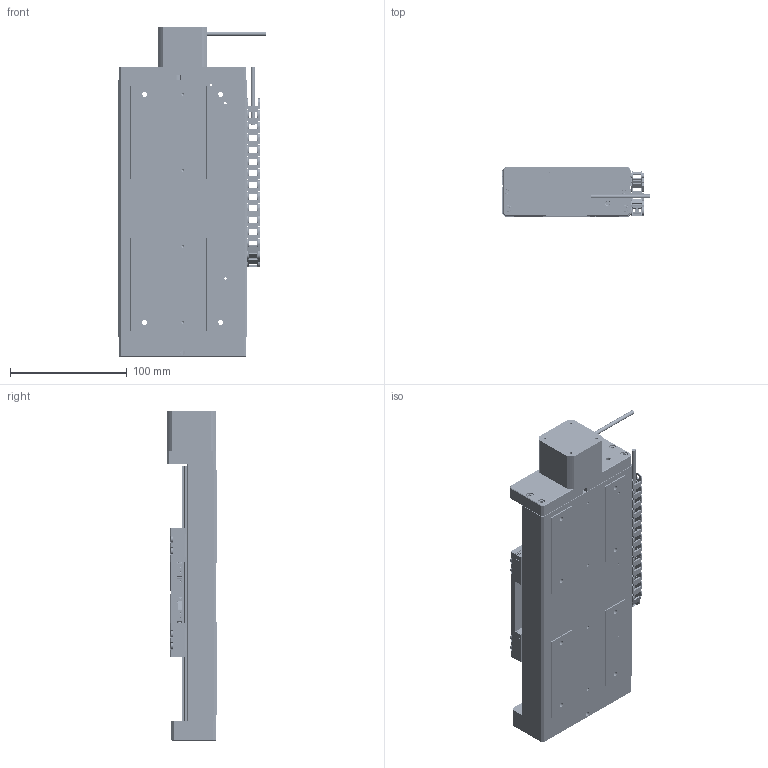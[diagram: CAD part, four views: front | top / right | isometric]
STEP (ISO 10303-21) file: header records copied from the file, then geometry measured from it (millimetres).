
FILE_DESCRIPTION (( 'STEP AP214' ), '1' );
FILE_NAME ('PPS-110-21X16.STEP', '2023-03-03T01:17:55', ( '' ), ( '' ), 'SwSTEP 2.0', 'SolidWorks 2020', '' );
FILE_SCHEMA (( 'AUTOMOTIVE_DESIGN' ));
Length unit declared in the file: millimetre
Products named in the file (36): 37; 430714 PPS-110, Carriage Cable Cover; 38; 1; PPS-110 Base Demo Assembly_2022_100mm Travel Stepper Motor, LIN, HV; Screw, SHCS-L, M-DIN_M3 x 0.5 x 06mm; 2; IGUS E3-3 7w 15br_100mm; 3; 36; 35; 40; 4; PPS-110, Base, Master Part_100mm Stepper & Piezo; SCREW, MS-PPH, M-JCIS 1_M1.6 x 0.35 x 3mm; Screw, SHCS-S, M-DIN._M3 x 0.5 x 08mm; 110208-101 Motor, Stepper, Lin Size 17, 4118S-04P, Reduced Shaft 17mm, Vacuum; 33; 5; 39; 430866 PPS-110, End Plate, Bearing Side, No Cover, Stepper Motor_Without cover; 130242 Bearing, Slide Rail, PPS-110 (SEBS9B Slide); 430802 PPS-110, End Plate, Motor Side, S17 Vacuum Stepper Motor_Without Cover; 34; 32; Screw, SHCS-S, M-DIN._M3 x 0.5 x 12mm; Screw, SHCS-S, M-DIN._M3 x 0.5 x 18mm; 42; 130242 Bearing, Slide Rail, PPS-110 (SEBS9B Track)_100mm; 41; 43; PPS-110 Carriage Demo Assembly_2022_Stepper Motor Carriage (Leadscrew); 430710 PPS-110, Carriage, L110, Linear and Stepper Motor; PPS-110-21X16; Screw, SHCS-S, M-DIN._M3 x 0.5 x 10mm; Cable Chain exit cable_MOTOR+LIMIT VACUUM
Assembly tree (94 placements, depth 3):
  PPS-110-21X16
    PPS-110 Base Demo Assembly_2022_100mm Travel Stepper Motor, LIN, HV
      PPS-110, Base, Master Part_100mm Stepper & Piezo
      Screw, SHCS-S, M-DIN._M3 x 0.5 x 08mm  x22
      130242 Bearing, Slide Rail, PPS-110 (SEBS9B Track)_100mm  x2
      430866 PPS-110, End Plate, Bearing Side, No Cover, Stepper Motor_Without cover
      Screw, SHCS-S, M-DIN._M3 x 0.5 x 10mm  x2
      Screw, SHCS-S, M-DIN._M3 x 0.5 x 18mm  x3
      430802 PPS-110, End Plate, Motor Side, S17 Vacuum Stepper Motor_Without Cover
      Screw, SHCS-S, M-DIN._M3 x 0.5 x 12mm  x7
      110208-101 Motor, Stepper, Lin Size 17, 4118S-04P, Reduced Shaft 17mm, Vacuum
    PPS-110 Carriage Demo Assembly_2022_Stepper Motor Carriage (Leadscrew)
      430710 PPS-110, Carriage, L110, Linear and Stepper Motor
      430714 PPS-110, Carriage Cable Cover
      SCREW, MS-PPH, M-JCIS 1_M1.6 x 0.35 x 3mm  x10
      130242 Bearing, Slide Rail, PPS-110 (SEBS9B Slide)  x4
      Screw, SHCS-L, M-DIN_M3 x 0.5 x 06mm  x16
    IGUS E3-3 7w 15br_100mm
      1
      2
      3
      4
      5
      32
      33
      34
      35
      36
      37
      38
      39
      40
      41
      42
      43
    Cable Chain exit cable_MOTOR+LIMIT VACUUM  x2
Bounding box: 126.33 x 42.6 x 282 mm (x, y, z)
Volume: 620702.8 mm3; surface area: 201423.8 mm2
Topology: 91 solids, 91 shells, 4614 faces, 11184 edges, 6948 vertices
Faces by surface type: plane 2362, cylinder 1382, torus 460, cone 410
Entity records: 85958 total; most frequent: DIRECTION 13069, CARTESIAN_POINT 12720, ORIENTED_EDGE 11988, EDGE_CURVE 5994, AXIS2_PLACEMENT_3D 4687, VERTEX_POINT 3894, LINE 3695, VECTOR 3695
